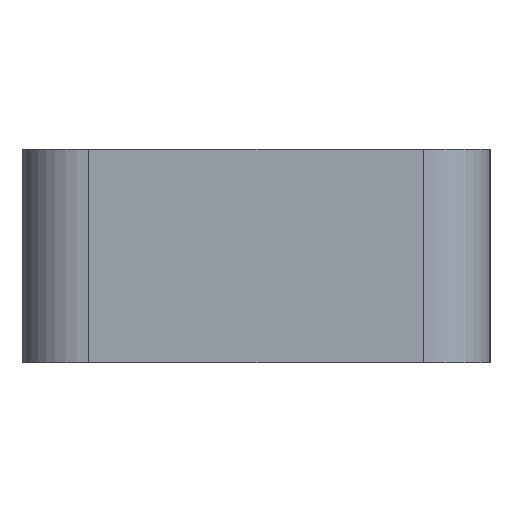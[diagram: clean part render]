
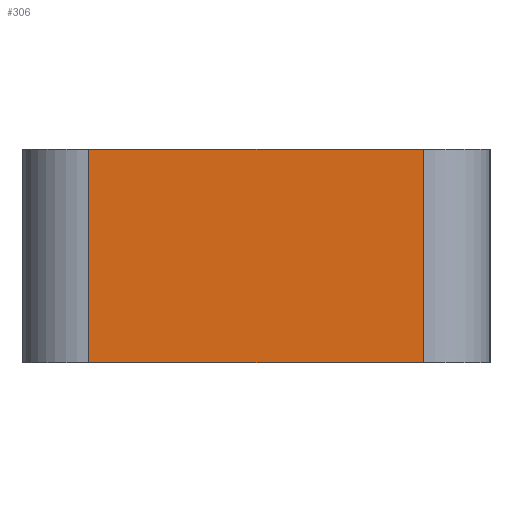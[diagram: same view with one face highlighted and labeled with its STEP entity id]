
A CAD part, left-side view. The second image highlights one B-rep face of the part: STEP entity #306.
In plain terms, the highlighted planar face has unit normal (-1, 0, 0).
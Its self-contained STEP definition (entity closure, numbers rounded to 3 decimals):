
#27=PLANE('',#338);
#34=FACE_OUTER_BOUND('',#50,.T.);
#50=EDGE_LOOP('',(#215,#216,#217,#218));
#78=LINE('',#476,#100);
#79=LINE('',#479,#101);
#80=LINE('',#481,#102);
#81=LINE('',#482,#103);
#100=VECTOR('',#380,10.);
#101=VECTOR('',#383,10.);
#102=VECTOR('',#384,10.);
#103=VECTOR('',#385,10.);
#141=VERTEX_POINT('',#469);
#144=VERTEX_POINT('',#474);
#145=VERTEX_POINT('',#478);
#146=VERTEX_POINT('',#480);
#172=EDGE_CURVE('',#144,#141,#78,.T.);
#173=EDGE_CURVE('',#145,#144,#79,.T.);
#174=EDGE_CURVE('',#146,#145,#80,.T.);
#175=EDGE_CURVE('',#141,#146,#81,.T.);
#215=ORIENTED_EDGE('',*,*,#172,.F.);
#216=ORIENTED_EDGE('',*,*,#173,.F.);
#217=ORIENTED_EDGE('',*,*,#174,.F.);
#218=ORIENTED_EDGE('',*,*,#175,.F.);
#306=ADVANCED_FACE('',(#34),#27,.T.);
#338=AXIS2_PLACEMENT_3D('',#477,#381,#382);
#380=DIRECTION('',(0.,0.,-1.));
#381=DIRECTION('center_axis',(-1.,0.,0.));
#382=DIRECTION('ref_axis',(0.,1.,0.));
#383=DIRECTION('',(0.,-1.,0.));
#384=DIRECTION('',(0.,0.,1.));
#385=DIRECTION('',(0.,1.,0.));
#469=CARTESIAN_POINT('',(20.012,21.543,-6.4));
#474=CARTESIAN_POINT('',(20.012,21.543,0.));
#476=CARTESIAN_POINT('',(20.012,21.543,0.));
#477=CARTESIAN_POINT('Origin',(20.012,19.543,0.));
#478=CARTESIAN_POINT('',(20.012,31.543,0.));
#479=CARTESIAN_POINT('',(20.012,33.543,0.));
#480=CARTESIAN_POINT('',(20.012,31.543,-6.4));
#481=CARTESIAN_POINT('',(20.012,31.543,0.));
#482=CARTESIAN_POINT('',(20.012,33.543,-6.4));
